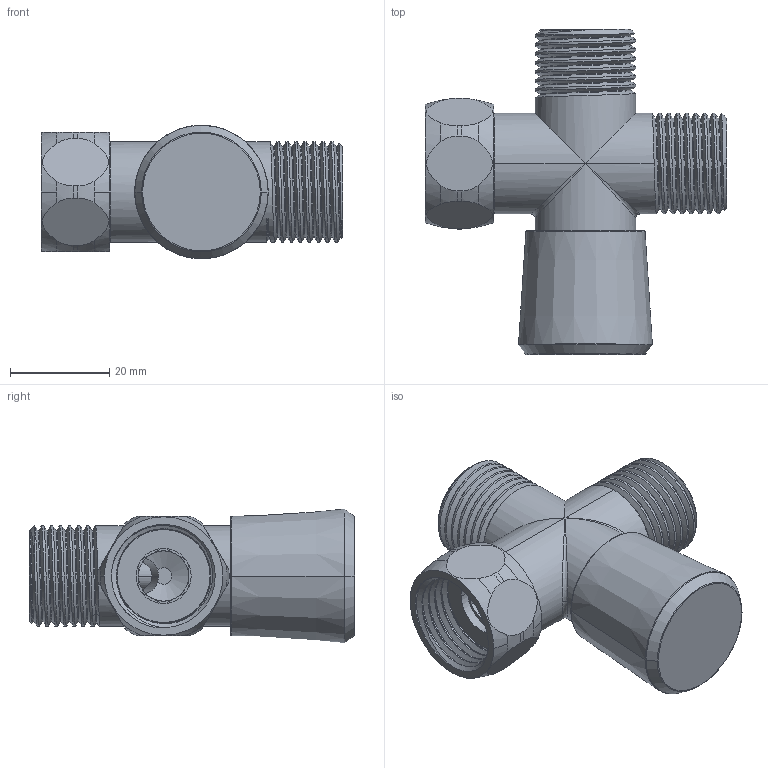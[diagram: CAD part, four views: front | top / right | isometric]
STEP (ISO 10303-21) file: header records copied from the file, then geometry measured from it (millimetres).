
FILE_DESCRIPTION((''),'2;1');
FILE_NAME('286_WEB','2010-11-08T',('ramkumar'),(''),'PRO/ENGINEER BY PARAMETRIC TECHNOLOGY CORPORATION, 2009300','PRO/ENGINEER BY PARAMETRIC TECHNOLOGY CORPORATION, 2009300','');
FILE_SCHEMA(('CONFIG_CONTROL_DESIGN'));
Length unit declared in the file: inch
Products named in the file (1): 286_WEB
Bounding box: 60.71 x 65.56 x 26.99 mm (x, y, z)
Surface area: 20053.1 mm2 (no closed solid volume)
Topology: 0 solids, 12 shells, 313 faces, 854 edges, 554 vertices
Faces by surface type: cylinder 130, bspline 72, plane 57, cone 36, torus 18
Entity records: 26531 total; most frequent: CARTESIAN_POINT 19310, ORIENTED_EDGE 1600, DIRECTION 1258, EDGE_CURVE 852, VERTEX_POINT 554, AXIS2_PLACEMENT_3D 487, EDGE_LOOP 334, B_SPLINE_CURVE_WITH_KNOTS 322
